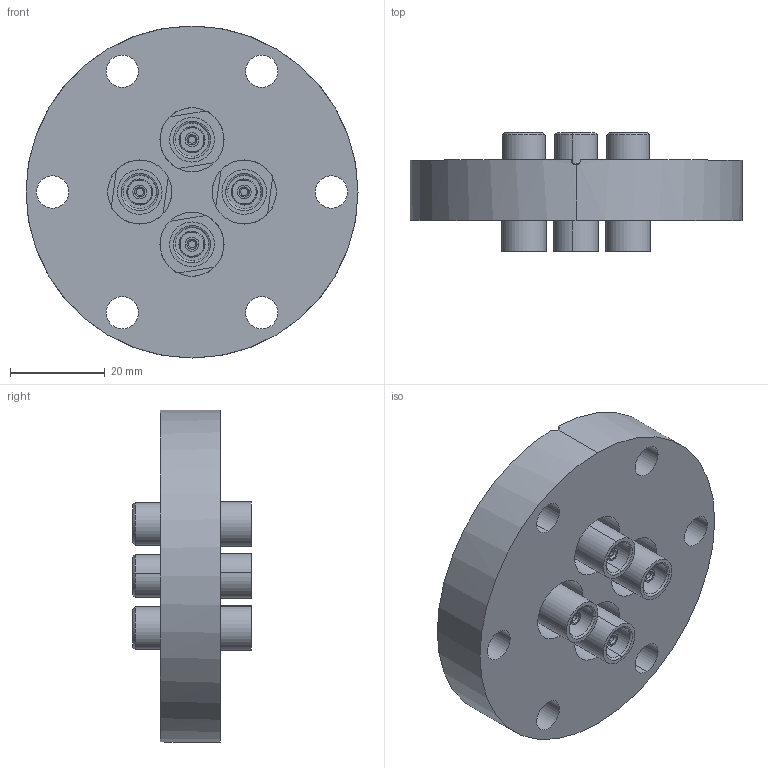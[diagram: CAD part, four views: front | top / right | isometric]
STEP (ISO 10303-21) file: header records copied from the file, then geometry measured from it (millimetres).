
FILE_DESCRIPTION (( 'STEP AP214' ), '1' );
FILE_NAME ('243-TRIAX-C40-4.STEP', '2014-10-15T08:17:09', ( '' ), ( '' ), 'SwSTEP 2.0', 'SolidWorks 2014', '' );
FILE_SCHEMA (( 'AUTOMOTIVE_DESIGN' ));
Length unit declared in the file: millimetre
Products named in the file (3): 243-TRIAX; 9243-TRIAX-C40-4_DN40 CF; 243-TRIAX-C40-4
Assembly tree (5 placements, depth 2):
  243-TRIAX-C40-4
    9243-TRIAX-C40-4_DN40 CF
    243-TRIAX  x4
Bounding box: 69.9 x 25 x 69.9 mm (x, y, z)
Volume: 42199 mm3; surface area: 19918.6 mm2
Topology: 5 solids, 9 shells, 390 faces, 812 edges, 500 vertices
Faces by surface type: cylinder 162, plane 96, cone 76, torus 56
Entity records: 3672 total; most frequent: DIRECTION 698, CARTESIAN_POINT 639, ORIENTED_EDGE 544, AXIS2_PLACEMENT_3D 303, EDGE_CURVE 272, CIRCLE 172, VERTEX_POINT 170, EDGE_LOOP 160
